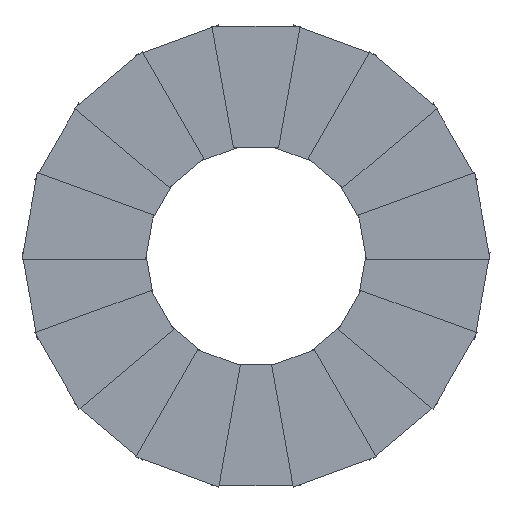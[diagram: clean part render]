
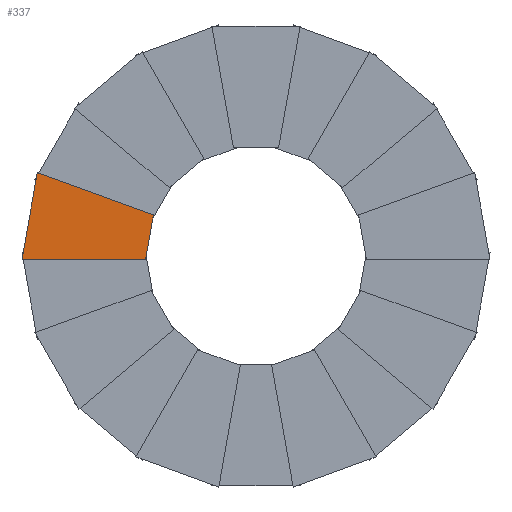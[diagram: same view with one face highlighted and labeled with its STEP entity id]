
A CAD part, top view. The second image highlights one B-rep face of the part: STEP entity #337.
In plain terms, the highlighted planar face has unit normal (0, 0, 1).
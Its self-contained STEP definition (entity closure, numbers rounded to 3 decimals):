
#1 = CARTESIAN_POINT ( 'NONE',  ( -319., 1717., 25. ) ) ;
#28 = ORIENTED_EDGE ( 'NONE', *, *, #293, .T. ) ;
#42 = VECTOR ( 'NONE', #338, 1000. ) ;
#67 = VERTEX_POINT ( 'NONE', #360 ) ;
#71 = FACE_OUTER_BOUND ( 'NONE', #280, .T. ) ;
#89 = VERTEX_POINT ( 'NONE', #273 ) ;
#104 = VECTOR ( 'NONE', #238, 1000. ) ;
#126 = VECTOR ( 'NONE', #374, 1000. ) ;
#140 = CARTESIAN_POINT ( 'NONE',  ( 622., 0., 25. ) ) ;
#167 = ORIENTED_EDGE ( 'NONE', *, *, #306, .T. ) ;
#178 = VERTEX_POINT ( 'NONE', #276 ) ;
#192 = LINE ( 'NONE', #355, #42 ) ;
#207 = VERTEX_POINT ( 'NONE', #140 ) ;
#214 = LINE ( 'NONE', #327, #104 ) ;
#238 = DIRECTION ( 'NONE',  ( 1., 0., 0. ) ) ;
#242 = VECTOR ( 'NONE', #324, 1000. ) ;
#248 = CARTESIAN_POINT ( 'NONE',  ( -622., 0., 25. ) ) ;
#250 = DIRECTION ( 'NONE',  ( -1., 0., 0. ) ) ;
#251 = DIRECTION ( 'NONE',  ( 0., 0., -1. ) ) ;
#262 = AXIS2_PLACEMENT_3D ( 'NONE', #272, #251, #250 ) ;
#263 = ORIENTED_EDGE ( 'NONE', *, *, #300, .T. ) ;
#272 = CARTESIAN_POINT ( 'NONE',  ( 0., 0., 25. ) ) ;
#273 = CARTESIAN_POINT ( 'NONE',  ( -319., 1717., 25. ) ) ;
#276 = CARTESIAN_POINT ( 'NONE',  ( -622., 0., 25. ) ) ;
#280 = EDGE_LOOP ( 'NONE', ( #351, #28, #263, #167 ) ) ;
#282 = PLANE ( 'NONE',  #262 ) ;
#286 = LINE ( 'NONE', #1, #242 ) ;
#288 = EDGE_CURVE ( 'NONE', #89, #178, #371, .T. ) ;
#293 = EDGE_CURVE ( 'NONE', #178, #207, #214, .T. ) ;
#300 = EDGE_CURVE ( 'NONE', #207, #67, #192, .T. ) ;
#306 = EDGE_CURVE ( 'NONE', #67, #89, #286, .T. ) ;
#324 = DIRECTION ( 'NONE',  ( -1., 0., 0. ) ) ;
#327 = CARTESIAN_POINT ( 'NONE',  ( -622., 0., 25. ) ) ;
#337 = ADVANCED_FACE ( 'NONE', ( #71 ), #282, .F. ) ;
#338 = DIRECTION ( 'NONE',  ( -0.174, 0.985, 0. ) ) ;
#351 = ORIENTED_EDGE ( 'NONE', *, *, #288, .T. ) ;
#355 = CARTESIAN_POINT ( 'NONE',  ( 622., 0., 25. ) ) ;
#360 = CARTESIAN_POINT ( 'NONE',  ( 319., 1717., 25. ) ) ;
#371 = LINE ( 'NONE', #248, #126 ) ;
#374 = DIRECTION ( 'NONE',  ( -0.174, -0.985, 0. ) ) ;
